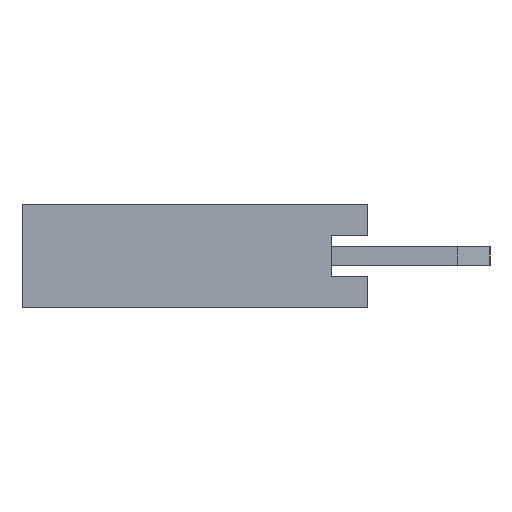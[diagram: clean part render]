
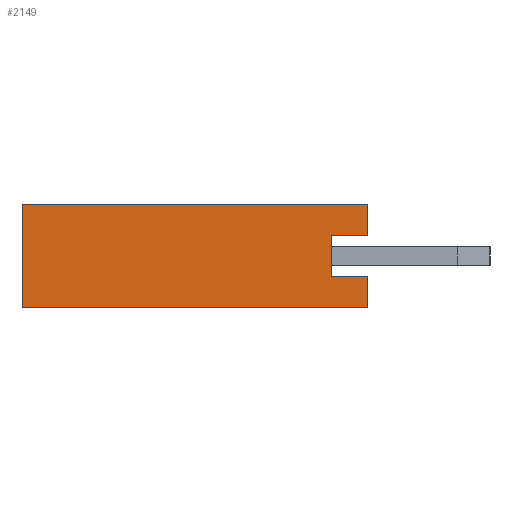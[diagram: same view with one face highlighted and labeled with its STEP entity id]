
A CAD part, left-side view. The second image highlights one B-rep face of the part: STEP entity #2149.
In plain terms, the highlighted planar face has unit normal (-1, 0, 0).
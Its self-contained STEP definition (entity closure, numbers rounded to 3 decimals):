
#45 = LINE ( 'NONE', #590, #1988 ) ;
#77 = CARTESIAN_POINT ( 'NONE',  ( -1.27, 0., -0.5 ) ) ;
#125 = EDGE_CURVE ( 'NONE', #1742, #986, #2077, .T. ) ;
#138 = ORIENTED_EDGE ( 'NONE', *, *, #125, .T. ) ;
#162 = VECTOR ( 'NONE', #2351, 1000. ) ;
#188 = VECTOR ( 'NONE', #2102, 1000. ) ;
#200 = EDGE_CURVE ( 'NONE', #992, #757, #45, .T. ) ;
#237 = PLANE ( 'NONE',  #1272 ) ;
#265 = ORIENTED_EDGE ( 'NONE', *, *, #2327, .F. ) ;
#292 = VECTOR ( 'NONE', #653, 1000. ) ;
#319 = CARTESIAN_POINT ( 'NONE',  ( -1.27, 8.5, 1.27 ) ) ;
#342 = ORIENTED_EDGE ( 'NONE', *, *, #200, .F. ) ;
#343 = VECTOR ( 'NONE', #2344, 1000. ) ;
#359 = LINE ( 'NONE', #1582, #1093 ) ;
#404 = CARTESIAN_POINT ( 'NONE',  ( -1.27, 0.9, -0.5 ) ) ;
#464 = LINE ( 'NONE', #319, #898 ) ;
#473 = DIRECTION ( 'NONE',  ( 0., 0., 1. ) ) ;
#515 = EDGE_CURVE ( 'NONE', #757, #986, #799, .T. ) ;
#590 = CARTESIAN_POINT ( 'NONE',  ( -1.27, 0.9, 1.27 ) ) ;
#648 = EDGE_LOOP ( 'NONE', ( #1369, #1509, #930, #265, #1334, #138, #817, #342 ) ) ;
#650 = CARTESIAN_POINT ( 'NONE',  ( -1.27, 0.9, 0.5 ) ) ;
#653 = DIRECTION ( 'NONE',  ( 0., -1., 0. ) ) ;
#666 = CARTESIAN_POINT ( 'NONE',  ( -1.27, 8.5, 0.5 ) ) ;
#757 = VERTEX_POINT ( 'NONE', #404 ) ;
#799 = LINE ( 'NONE', #1053, #292 ) ;
#817 = ORIENTED_EDGE ( 'NONE', *, *, #515, .F. ) ;
#850 = LINE ( 'NONE', #666, #343 ) ;
#863 = CARTESIAN_POINT ( 'NONE',  ( -1.27, 0., 1.27 ) ) ;
#874 = VECTOR ( 'NONE', #1203, 1000. ) ;
#898 = VECTOR ( 'NONE', #1802, 1000. ) ;
#930 = ORIENTED_EDGE ( 'NONE', *, *, #1546, .T. ) ;
#976 = CARTESIAN_POINT ( 'NONE',  ( -1.27, 8.5, 1.27 ) ) ;
#986 = VERTEX_POINT ( 'NONE', #77 ) ;
#992 = VERTEX_POINT ( 'NONE', #650 ) ;
#1053 = CARTESIAN_POINT ( 'NONE',  ( -1.27, 8.5, -0.5 ) ) ;
#1091 = EDGE_CURVE ( 'NONE', #1657, #992, #850, .T. ) ;
#1093 = VECTOR ( 'NONE', #473, 1000. ) ;
#1140 = DIRECTION ( 'NONE',  ( 0., 0., -1. ) ) ;
#1203 = DIRECTION ( 'NONE',  ( 0., 0., -1. ) ) ;
#1272 = AXIS2_PLACEMENT_3D ( 'NONE', #976, #1907, #1335 ) ;
#1334 = ORIENTED_EDGE ( 'NONE', *, *, #2153, .F. ) ;
#1335 = DIRECTION ( 'NONE',  ( 0., 0., -1. ) ) ;
#1369 = ORIENTED_EDGE ( 'NONE', *, *, #1091, .F. ) ;
#1406 = EDGE_CURVE ( 'NONE', #2378, #1657, #1993, .T. ) ;
#1468 = CARTESIAN_POINT ( 'NONE',  ( -1.27, 0., -1.27 ) ) ;
#1509 = ORIENTED_EDGE ( 'NONE', *, *, #1406, .F. ) ;
#1546 = EDGE_CURVE ( 'NONE', #2378, #2106, #464, .T. ) ;
#1582 = CARTESIAN_POINT ( 'NONE',  ( -1.27, 8.5, 0. ) ) ;
#1618 = FACE_OUTER_BOUND ( 'NONE', #648, .T. ) ;
#1657 = VERTEX_POINT ( 'NONE', #2379 ) ;
#1715 = CARTESIAN_POINT ( 'NONE',  ( -1.27, 8.5, -1.27 ) ) ;
#1742 = VERTEX_POINT ( 'NONE', #1468 ) ;
#1784 = CARTESIAN_POINT ( 'NONE',  ( -1.27, 0., 1.27 ) ) ;
#1802 = DIRECTION ( 'NONE',  ( 0., 1., 0. ) ) ;
#1851 = CARTESIAN_POINT ( 'NONE',  ( -1.27, 0., 0. ) ) ;
#1853 = VERTEX_POINT ( 'NONE', #2200 ) ;
#1907 = DIRECTION ( 'NONE',  ( 1., 0., 0. ) ) ;
#1916 = CARTESIAN_POINT ( 'NONE',  ( -1.27, 8.5, 1.27 ) ) ;
#1988 = VECTOR ( 'NONE', #1140, 1000. ) ;
#1993 = LINE ( 'NONE', #1784, #874 ) ;
#2077 = LINE ( 'NONE', #1851, #162 ) ;
#2102 = DIRECTION ( 'NONE',  ( 0., 1., 0. ) ) ;
#2106 = VERTEX_POINT ( 'NONE', #1916 ) ;
#2149 = ADVANCED_FACE ( 'NONE', ( #1618 ), #237, .F. ) ;
#2153 = EDGE_CURVE ( 'NONE', #1742, #1853, #2243, .T. ) ;
#2200 = CARTESIAN_POINT ( 'NONE',  ( -1.27, 8.5, -1.27 ) ) ;
#2243 = LINE ( 'NONE', #1715, #188 ) ;
#2327 = EDGE_CURVE ( 'NONE', #1853, #2106, #359, .T. ) ;
#2344 = DIRECTION ( 'NONE',  ( 0., 1., 0. ) ) ;
#2351 = DIRECTION ( 'NONE',  ( 0., 0., 1. ) ) ;
#2378 = VERTEX_POINT ( 'NONE', #863 ) ;
#2379 = CARTESIAN_POINT ( 'NONE',  ( -1.27, 0., 0.5 ) ) ;
